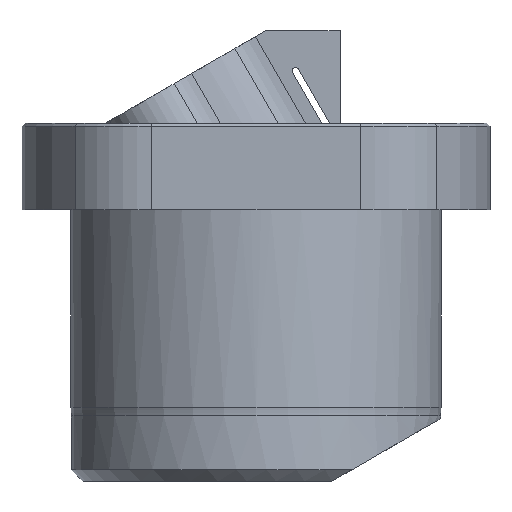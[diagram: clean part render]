
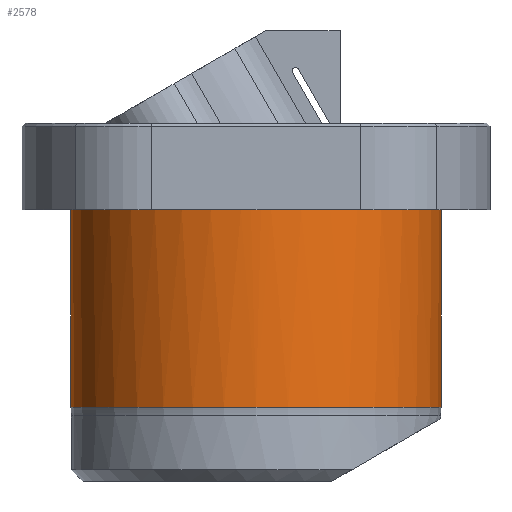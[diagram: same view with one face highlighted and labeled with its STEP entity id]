
A CAD part, left-side view. The second image highlights one B-rep face of the part: STEP entity #2578.
In plain terms, the highlighted cylindrical face has radius 14.995 mm (diameter 29.99 mm), a partial arc.
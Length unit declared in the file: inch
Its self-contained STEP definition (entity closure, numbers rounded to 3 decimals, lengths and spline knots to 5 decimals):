
#75 = AXIS2_PLACEMENT_3D ( 'NONE', #2063, #4786, #2458 ) ;
#289 = CARTESIAN_POINT ( 'NONE',  ( 0., -0.27559, 0. ) ) ;
#517 = CARTESIAN_POINT ( 'NONE',  ( 0., -0.90551, 0.59035 ) ) ;
#608 = LINE ( 'NONE', #4078, #1496 ) ;
#667 = DIRECTION ( 'NONE',  ( 0., 0., 1. ) ) ;
#671 = CIRCLE ( 'NONE', #1446, 0.59035 ) ;
#673 = DIRECTION ( 'NONE',  ( 0., 0., 1. ) ) ;
#719 = VERTEX_POINT ( 'NONE', #517 ) ;
#953 = CIRCLE ( 'NONE', #1095, 0.59035 ) ;
#1016 = ORIENTED_EDGE ( 'NONE', *, *, #2219, .T. ) ;
#1089 = LINE ( 'NONE', #2654, #2110 ) ;
#1095 = AXIS2_PLACEMENT_3D ( 'NONE', #1291, #4001, #1670 ) ;
#1193 = AXIS2_PLACEMENT_3D ( 'NONE', #4163, #2210, #673 ) ;
#1253 = CIRCLE ( 'NONE', #1507, 0.59035 ) ;
#1291 = CARTESIAN_POINT ( 'NONE',  ( 0., -0.27559, 0. ) ) ;
#1446 = AXIS2_PLACEMENT_3D ( 'NONE', #1484, #4214, #1875 ) ;
#1484 = CARTESIAN_POINT ( 'NONE',  ( 0., -0.27559, 0. ) ) ;
#1496 = VECTOR ( 'NONE', #1745, 39.37008 ) ;
#1507 = AXIS2_PLACEMENT_3D ( 'NONE', #289, #2964, #667 ) ;
#1629 = EDGE_CURVE ( 'NONE', #719, #2527, #3391, .T. ) ;
#1670 = DIRECTION ( 'NONE',  ( 0., 0., 1. ) ) ;
#1745 = DIRECTION ( 'NONE',  ( 0., 1., 0. ) ) ;
#1809 = CARTESIAN_POINT ( 'NONE',  ( 0., -0.90551, -0.59035 ) ) ;
#1875 = DIRECTION ( 'NONE',  ( 0., 0., 1. ) ) ;
#2063 = CARTESIAN_POINT ( 'NONE',  ( 0., -0.90551, 0. ) ) ;
#2110 = VECTOR ( 'NONE', #4598, 39.37008 ) ;
#2207 = ORIENTED_EDGE ( 'NONE', *, *, #2965, .F. ) ;
#2210 = DIRECTION ( 'NONE',  ( 0., 1., 0. ) ) ;
#2219 = EDGE_CURVE ( 'NONE', #2527, #4052, #1089, .T. ) ;
#2287 = VERTEX_POINT ( 'NONE', #3073 ) ;
#2405 = EDGE_LOOP ( 'NONE', ( #4220, #1016, #4883, #2945, #4417, #2207 ) ) ;
#2458 = DIRECTION ( 'NONE',  ( 0., 0., 1. ) ) ;
#2527 = VERTEX_POINT ( 'NONE', #1809 ) ;
#2578 = ADVANCED_FACE ( 'NONE', ( #3990 ), #3865, .T. ) ;
#2637 = CARTESIAN_POINT ( 'NONE',  ( 0.58839, -0.27559, 0.04817 ) ) ;
#2643 = EDGE_CURVE ( 'NONE', #2287, #4052, #671, .T. ) ;
#2654 = CARTESIAN_POINT ( 'NONE',  ( 0., 0.09862, -0.59035 ) ) ;
#2867 = EDGE_CURVE ( 'NONE', #3378, #3353, #953, .T. ) ;
#2945 = ORIENTED_EDGE ( 'NONE', *, *, #3062, .T. ) ;
#2964 = DIRECTION ( 'NONE',  ( 0., -1., 0. ) ) ;
#2965 = EDGE_CURVE ( 'NONE', #719, #3378, #608, .T. ) ;
#3062 = EDGE_CURVE ( 'NONE', #2287, #3353, #1253, .T. ) ;
#3073 = CARTESIAN_POINT ( 'NONE',  ( 0.58839, -0.27559, -0.04817 ) ) ;
#3353 = VERTEX_POINT ( 'NONE', #2637 ) ;
#3378 = VERTEX_POINT ( 'NONE', #4221 ) ;
#3391 = CIRCLE ( 'NONE', #75, 0.59035 ) ;
#3865 = CYLINDRICAL_SURFACE ( 'NONE', #1193, 0.59035 ) ;
#3990 = FACE_OUTER_BOUND ( 'NONE', #2405, .T. ) ;
#4001 = DIRECTION ( 'NONE',  ( 0., 1., 0. ) ) ;
#4052 = VERTEX_POINT ( 'NONE', #4792 ) ;
#4078 = CARTESIAN_POINT ( 'NONE',  ( 0., 0.09862, 0.59035 ) ) ;
#4163 = CARTESIAN_POINT ( 'NONE',  ( 0., 0.09862, 0. ) ) ;
#4214 = DIRECTION ( 'NONE',  ( 0., 1., 0. ) ) ;
#4220 = ORIENTED_EDGE ( 'NONE', *, *, #1629, .T. ) ;
#4221 = CARTESIAN_POINT ( 'NONE',  ( 0., -0.27559, 0.59035 ) ) ;
#4417 = ORIENTED_EDGE ( 'NONE', *, *, #2867, .F. ) ;
#4598 = DIRECTION ( 'NONE',  ( 0., 1., 0. ) ) ;
#4786 = DIRECTION ( 'NONE',  ( 0., 1., 0. ) ) ;
#4792 = CARTESIAN_POINT ( 'NONE',  ( 0., -0.27559, -0.59035 ) ) ;
#4883 = ORIENTED_EDGE ( 'NONE', *, *, #2643, .F. ) ;
